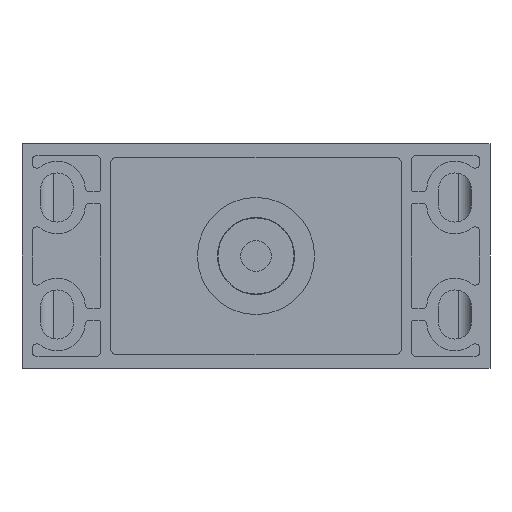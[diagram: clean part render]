
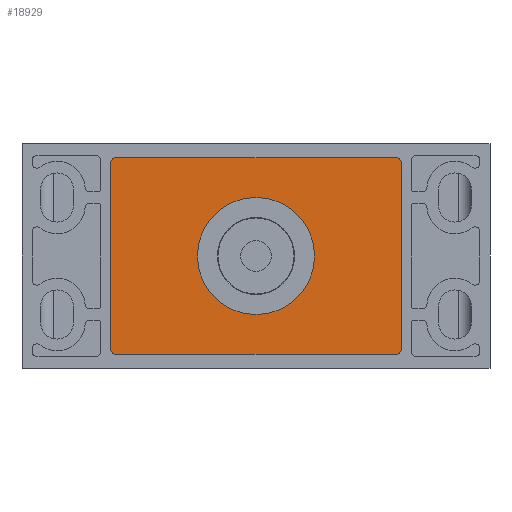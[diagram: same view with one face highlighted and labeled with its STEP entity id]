
A CAD part, front view. The second image highlights one B-rep face of the part: STEP entity #18929.
In plain terms, the highlighted planar face has unit normal (0, -1, 0).
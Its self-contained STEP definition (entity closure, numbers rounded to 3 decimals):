
#7007=CARTESIAN_POINT('',(30.,1.,44.));
#7008=DIRECTION('',(0.,1.,0.));
#7009=DIRECTION('',(0.,0.,1.));
#7010=AXIS2_PLACEMENT_3D('',#7007,#7008,#7009);
#7012=DIRECTION('',(0.,0.,-1.));
#7013=VECTOR('',#7012,40.);
#7014=CARTESIAN_POINT('',(31.,1.,44.));
#7015=LINE('',#7014,#7013);
#7016=CARTESIAN_POINT('',(30.,1.,4.));
#7017=DIRECTION('',(0.,1.,0.));
#7018=DIRECTION('',(1.,0.,0.));
#7019=AXIS2_PLACEMENT_3D('',#7016,#7017,#7018);
#7021=DIRECTION('',(-1.,0.,0.));
#7022=VECTOR('',#7021,60.);
#7023=CARTESIAN_POINT('',(30.,1.,3.));
#7024=LINE('',#7023,#7022);
#7025=CARTESIAN_POINT('',(-30.,1.,4.));
#7026=DIRECTION('',(0.,1.,0.));
#7027=DIRECTION('',(0.,0.,-1.));
#7028=AXIS2_PLACEMENT_3D('',#7025,#7026,#7027);
#7030=DIRECTION('',(0.,0.,1.));
#7031=VECTOR('',#7030,40.);
#7032=CARTESIAN_POINT('',(-31.,1.,4.));
#7033=LINE('',#7032,#7031);
#7034=CARTESIAN_POINT('',(-30.,1.,44.));
#7035=DIRECTION('',(0.,1.,0.));
#7036=DIRECTION('',(-1.,0.,0.));
#7037=AXIS2_PLACEMENT_3D('',#7034,#7035,#7036);
#7039=DIRECTION('',(1.,0.,0.));
#7040=VECTOR('',#7039,60.);
#7041=CARTESIAN_POINT('',(-30.,1.,45.));
#7042=LINE('',#7041,#7040);
#7043=CARTESIAN_POINT('',(0.,1.,24.));
#7044=DIRECTION('',(0.,-1.,0.));
#7045=DIRECTION('',(-1.,0.,0.));
#7046=AXIS2_PLACEMENT_3D('',#7043,#7044,#7045);
#7048=CARTESIAN_POINT('',(0.,1.,24.));
#7049=DIRECTION('',(0.,-1.,0.));
#7050=DIRECTION('',(1.,0.,0.));
#7051=AXIS2_PLACEMENT_3D('',#7048,#7049,#7050);
#9196=CARTESIAN_POINT('',(31.,1.,44.));
#9197=VERTEX_POINT('',#9196);
#9198=CARTESIAN_POINT('',(30.,1.,45.));
#9199=VERTEX_POINT('',#9198);
#9200=CARTESIAN_POINT('',(31.,1.,4.));
#9201=VERTEX_POINT('',#9200);
#9202=CARTESIAN_POINT('',(30.,1.,3.));
#9203=VERTEX_POINT('',#9202);
#9204=CARTESIAN_POINT('',(-30.,1.,3.));
#9205=VERTEX_POINT('',#9204);
#9206=CARTESIAN_POINT('',(-31.,1.,4.));
#9207=VERTEX_POINT('',#9206);
#9208=CARTESIAN_POINT('',(-31.,1.,44.));
#9209=VERTEX_POINT('',#9208);
#9210=CARTESIAN_POINT('',(-30.,1.,45.));
#9211=VERTEX_POINT('',#9210);
#9212=CARTESIAN_POINT('',(-12.5,1.,24.));
#9213=CARTESIAN_POINT('',(12.5,1.,24.));
#9214=VERTEX_POINT('',#9212);
#9215=VERTEX_POINT('',#9213);
#18908=CARTESIAN_POINT('',(0.,1.,0.));
#18909=DIRECTION('',(0.,-1.,0.));
#18910=DIRECTION('',(1.,0.,0.));
#18911=AXIS2_PLACEMENT_3D('',#18908,#18909,#18910);
#18912=PLANE('',#18911);
#18913=ORIENTED_EDGE('',*,*,#18804,.T.);
#18914=ORIENTED_EDGE('',*,*,#18819,.T.);
#18915=ORIENTED_EDGE('',*,*,#18833,.T.);
#18916=ORIENTED_EDGE('',*,*,#18847,.T.);
#18917=ORIENTED_EDGE('',*,*,#18861,.T.);
#18918=ORIENTED_EDGE('',*,*,#18875,.T.);
#18919=ORIENTED_EDGE('',*,*,#18889,.T.);
#18920=ORIENTED_EDGE('',*,*,#18902,.T.);
#18921=EDGE_LOOP('',(#18913,#18914,#18915,#18916,#18917,#18918,#18919,#18920));
#18922=FACE_OUTER_BOUND('',#18921,.F.);
#18924=ORIENTED_EDGE('',*,*,#18923,.T.);
#18926=ORIENTED_EDGE('',*,*,#18925,.T.);
#18927=EDGE_LOOP('',(#18924,#18926));
#18928=FACE_BOUND('',#18927,.F.);
#18929=ADVANCED_FACE('',(#18922,#18928),#18912,.T.);
#7011=CIRCLE('',#7010,1.);
#7020=CIRCLE('',#7019,1.);
#7029=CIRCLE('',#7028,1.);
#7038=CIRCLE('',#7037,1.);
#7047=CIRCLE('',#7046,12.5);
#7052=CIRCLE('',#7051,12.5);
#18804=EDGE_CURVE('',#9199,#9197,#7011,.T.);
#18819=EDGE_CURVE('',#9197,#9201,#7015,.T.);
#18833=EDGE_CURVE('',#9201,#9203,#7020,.T.);
#18847=EDGE_CURVE('',#9203,#9205,#7024,.T.);
#18861=EDGE_CURVE('',#9205,#9207,#7029,.T.);
#18875=EDGE_CURVE('',#9207,#9209,#7033,.T.);
#18889=EDGE_CURVE('',#9209,#9211,#7038,.T.);
#18902=EDGE_CURVE('',#9211,#9199,#7042,.T.);
#18923=EDGE_CURVE('',#9214,#9215,#7047,.T.);
#18925=EDGE_CURVE('',#9215,#9214,#7052,.T.);
